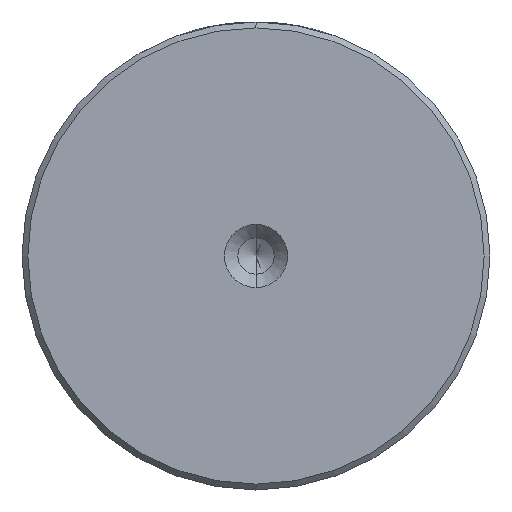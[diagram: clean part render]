
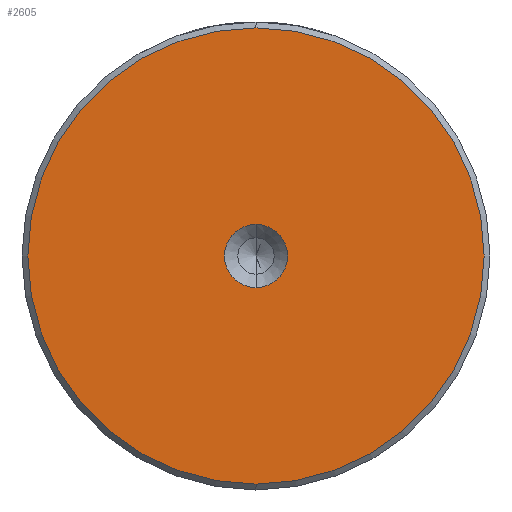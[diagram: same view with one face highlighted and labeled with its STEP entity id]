
A CAD part, left-side view. The second image highlights one B-rep face of the part: STEP entity #2605.
In plain terms, the highlighted planar face has unit normal (-1, 0, 0).
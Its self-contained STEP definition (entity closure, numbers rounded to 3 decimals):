
#65 = DIRECTION ( 'NONE',  ( 0., 0., 1. ) ) ;
#86 = VERTEX_POINT ( 'NONE', #952 ) ;
#171 = DIRECTION ( 'NONE',  ( 0., 0., 1. ) ) ;
#209 = CARTESIAN_POINT ( 'NONE',  ( 0., 0., -19.5 ) ) ;
#336 = CIRCLE ( 'NONE', #1097, 2.7 ) ;
#351 = ORIENTED_EDGE ( 'NONE', *, *, #2219, .T. ) ;
#391 = EDGE_LOOP ( 'NONE', ( #1843, #351 ) ) ;
#417 = CARTESIAN_POINT ( 'NONE',  ( 0., 0., 0. ) ) ;
#486 = AXIS2_PLACEMENT_3D ( 'NONE', #2808, #1464, #65 ) ;
#655 = DIRECTION ( 'NONE',  ( 0., 0., 1. ) ) ;
#698 = DIRECTION ( 'NONE',  ( 0., 0., 1. ) ) ;
#751 = ORIENTED_EDGE ( 'NONE', *, *, #1603, .F. ) ;
#772 = FACE_OUTER_BOUND ( 'NONE', #391, .T. ) ;
#952 = CARTESIAN_POINT ( 'NONE',  ( 0., 0., 2.7 ) ) ;
#1097 = AXIS2_PLACEMENT_3D ( 'NONE', #417, #2067, #655 ) ;
#1254 = CARTESIAN_POINT ( 'NONE',  ( 0., 0., 0. ) ) ;
#1325 = EDGE_CURVE ( 'NONE', #2405, #86, #2945, .T. ) ;
#1464 = DIRECTION ( 'NONE',  ( -1., 0., 0. ) ) ;
#1482 = DIRECTION ( 'NONE',  ( 0., 0., 1. ) ) ;
#1579 = DIRECTION ( 'NONE',  ( -1., 0., 0. ) ) ;
#1603 = EDGE_CURVE ( 'NONE', #86, #2405, #336, .T. ) ;
#1644 = PLANE ( 'NONE',  #1647 ) ;
#1647 = AXIS2_PLACEMENT_3D ( 'NONE', #2763, #2112, #698 ) ;
#1754 = AXIS2_PLACEMENT_3D ( 'NONE', #2971, #1579, #171 ) ;
#1767 = CARTESIAN_POINT ( 'NONE',  ( 0., 0., -2.7 ) ) ;
#1843 = ORIENTED_EDGE ( 'NONE', *, *, #2910, .T. ) ;
#2020 = VERTEX_POINT ( 'NONE', #209 ) ;
#2037 = FACE_BOUND ( 'NONE', #2995, .T. ) ;
#2067 = DIRECTION ( 'NONE',  ( -1., 0., 0. ) ) ;
#2112 = DIRECTION ( 'NONE',  ( -1., 0., 0. ) ) ;
#2219 = EDGE_CURVE ( 'NONE', #2558, #2020, #2433, .T. ) ;
#2405 = VERTEX_POINT ( 'NONE', #1767 ) ;
#2433 = CIRCLE ( 'NONE', #486, 19.5 ) ;
#2469 = CIRCLE ( 'NONE', #1754, 19.5 ) ;
#2519 = CARTESIAN_POINT ( 'NONE',  ( 0., 0., 19.5 ) ) ;
#2558 = VERTEX_POINT ( 'NONE', #2519 ) ;
#2605 = ADVANCED_FACE ( 'NONE', ( #772, #2037 ), #1644, .T. ) ;
#2613 = AXIS2_PLACEMENT_3D ( 'NONE', #1254, #2865, #1482 ) ;
#2637 = ORIENTED_EDGE ( 'NONE', *, *, #1325, .F. ) ;
#2763 = CARTESIAN_POINT ( 'NONE',  ( 0., 0., 0. ) ) ;
#2808 = CARTESIAN_POINT ( 'NONE',  ( 0., 0., 0. ) ) ;
#2865 = DIRECTION ( 'NONE',  ( -1., 0., 0. ) ) ;
#2910 = EDGE_CURVE ( 'NONE', #2020, #2558, #2469, .T. ) ;
#2945 = CIRCLE ( 'NONE', #2613, 2.7 ) ;
#2971 = CARTESIAN_POINT ( 'NONE',  ( 0., 0., 0. ) ) ;
#2995 = EDGE_LOOP ( 'NONE', ( #751, #2637 ) ) ;
